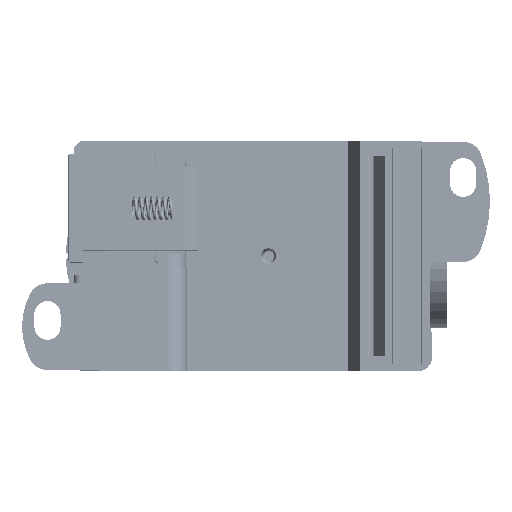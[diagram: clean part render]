
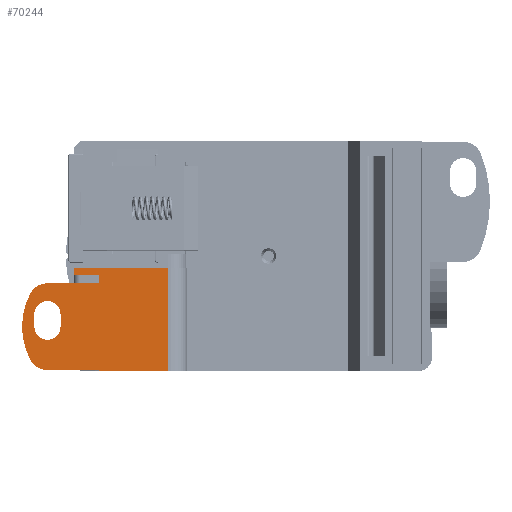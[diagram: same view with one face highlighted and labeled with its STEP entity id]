
A CAD part, front view. The second image highlights one B-rep face of the part: STEP entity #70244.
In plain terms, the highlighted planar face has unit normal (0, -1, 0).
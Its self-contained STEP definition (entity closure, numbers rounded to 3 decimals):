
#1932 = LINE ( 'NONE', #90644, #39406 ) ;
#3137 = ORIENTED_EDGE ( 'NONE', *, *, #81087, .T. ) ;
#3548 = FACE_OUTER_BOUND ( 'NONE', #67874, .T. ) ;
#4920 = VECTOR ( 'NONE', #35802, 1000. ) ;
#6595 = ORIENTED_EDGE ( 'NONE', *, *, #58833, .T. ) ;
#9974 = CARTESIAN_POINT ( 'NONE',  ( -143.72, -7.022, 73.9 ) ) ;
#10895 = ORIENTED_EDGE ( 'NONE', *, *, #11746, .F. ) ;
#11746 = EDGE_CURVE ( 'NONE', #141619, #39330, #98665, .T. ) ;
#13583 = VERTEX_POINT ( 'NONE', #69487 ) ;
#16374 = CIRCLE ( 'NONE', #48932, 3.9 ) ;
#16402 = EDGE_CURVE ( 'NONE', #165924, #52143, #110159, .T. ) ;
#19858 = DIRECTION ( 'NONE',  ( 0., 0., -1. ) ) ;
#20868 = ORIENTED_EDGE ( 'NONE', *, *, #70428, .T. ) ;
#23060 = EDGE_CURVE ( 'NONE', #23541, #114410, #99072, .T. ) ;
#23406 = DIRECTION ( 'NONE',  ( 0., 0., 1. ) ) ;
#23541 = VERTEX_POINT ( 'NONE', #28954 ) ;
#23725 = ORIENTED_EDGE ( 'NONE', *, *, #125333, .T. ) ;
#24341 = LINE ( 'NONE', #167660, #139313 ) ;
#24760 = ORIENTED_EDGE ( 'NONE', *, *, #43012, .F. ) ;
#25606 = VECTOR ( 'NONE', #72680, 1000. ) ;
#26973 = EDGE_CURVE ( 'NONE', #78557, #13583, #151894, .T. ) ;
#28459 = EDGE_CURVE ( 'NONE', #138500, #121788, #122779, .T. ) ;
#28544 = DIRECTION ( 'NONE',  ( 0., 1., 0. ) ) ;
#28954 = CARTESIAN_POINT ( 'NONE',  ( -172.142, -7.022, 54.859 ) ) ;
#29965 = DIRECTION ( 'NONE',  ( 0., 0., -1. ) ) ;
#31672 = CARTESIAN_POINT ( 'NONE',  ( -168.704, -7.022, 66.8 ) ) ;
#35802 = DIRECTION ( 'NONE',  ( 1., 0., 0. ) ) ;
#36914 = ORIENTED_EDGE ( 'NONE', *, *, #103860, .F. ) ;
#37630 = DIRECTION ( 'NONE',  ( 0., -1., 0. ) ) ;
#38743 = VERTEX_POINT ( 'NONE', #47761 ) ;
#39131 = VECTOR ( 'NONE', #81841, 1000. ) ;
#39330 = VERTEX_POINT ( 'NONE', #45691 ) ;
#39406 = VECTOR ( 'NONE', #105165, 1000. ) ;
#39865 = CARTESIAN_POINT ( 'NONE',  ( -143.72, -7.022, 52.7 ) ) ;
#43012 = EDGE_CURVE ( 'NONE', #39330, #133088, #64258, .T. ) ;
#43112 = CARTESIAN_POINT ( 'NONE',  ( -163.12, -7.022, 73.9 ) ) ;
#43737 = CARTESIAN_POINT ( 'NONE',  ( -159.27, -7.022, 61.75 ) ) ;
#45080 = CARTESIAN_POINT ( 'NONE',  ( -174.051, -7.022, 70.7 ) ) ;
#45134 = LINE ( 'NONE', #162905, #102171 ) ;
#45691 = CARTESIAN_POINT ( 'NONE',  ( -158.02, -7.022, 52.7 ) ) ;
#47761 = CARTESIAN_POINT ( 'NONE',  ( -165.92, -7.022, 64.35 ) ) ;
#48455 = EDGE_CURVE ( 'NONE', #162840, #23541, #60080, .T. ) ;
#48932 = AXIS2_PLACEMENT_3D ( 'NONE', #31672, #83703, #84536 ) ;
#50828 = CARTESIAN_POINT ( 'NONE',  ( -158.02, -7.022, 72.4 ) ) ;
#50995 = DIRECTION ( 'NONE',  ( 1., 0., 0. ) ) ;
#52143 = VERTEX_POINT ( 'NONE', #50828 ) ;
#54083 = CARTESIAN_POINT ( 'NONE',  ( -168.62, -7.022, 64.35 ) ) ;
#54142 = CARTESIAN_POINT ( 'NONE',  ( -158.02, -7.022, 70.7 ) ) ;
#54376 = DIRECTION ( 'NONE',  ( 0., 1., 0. ) ) ;
#54633 = AXIS2_PLACEMENT_3D ( 'NONE', #43737, #71010, #19858 ) ;
#55497 = PLANE ( 'NONE',  #61746 ) ;
#56764 = EDGE_CURVE ( 'NONE', #138500, #52143, #159468, .T. ) ;
#58833 = EDGE_CURVE ( 'NONE', #38743, #160225, #24341, .T. ) ;
#59061 = VECTOR ( 'NONE', #91014, 1000. ) ;
#60080 = CIRCLE ( 'NONE', #54633, 14.6 ) ;
#61746 = AXIS2_PLACEMENT_3D ( 'NONE', #70007, #108479, #29965 ) ;
#62677 = DIRECTION ( 'NONE',  ( 0., 0., -1. ) ) ;
#63287 = ORIENTED_EDGE ( 'NONE', *, *, #161074, .F. ) ;
#64258 = LINE ( 'NONE', #168377, #153922 ) ;
#66427 = AXIS2_PLACEMENT_3D ( 'NONE', #54083, #28544, #80571 ) ;
#66688 = CARTESIAN_POINT ( 'NONE',  ( -163.12, -7.022, 73.9 ) ) ;
#66700 = ORIENTED_EDGE ( 'NONE', *, *, #26973, .T. ) ;
#67204 = CARTESIAN_POINT ( 'NONE',  ( -168.62, -7.022, 61.75 ) ) ;
#67874 = EDGE_LOOP ( 'NONE', ( #148492, #20868, #24760, #10895, #87311, #36914, #63287, #95294, #94108, #155822, #3137, #159082 ) ) ;
#69487 = CARTESIAN_POINT ( 'NONE',  ( -171.32, -7.022, 64.35 ) ) ;
#69884 = CARTESIAN_POINT ( 'NONE',  ( -172.142, -7.022, 68.641 ) ) ;
#70007 = CARTESIAN_POINT ( 'NONE',  ( -174.051, -7.022, 52.7 ) ) ;
#70244 = ADVANCED_FACE ( 'NONE', ( #134902, #3548 ), #55497, .T. ) ;
#70428 = EDGE_CURVE ( 'NONE', #114410, #133088, #77334, .T. ) ;
#71010 = DIRECTION ( 'NONE',  ( 0., -1., 0. ) ) ;
#72680 = DIRECTION ( 'NONE',  ( 1., 0., 0. ) ) ;
#77334 = LINE ( 'NONE', #119168, #59061 ) ;
#78557 = VERTEX_POINT ( 'NONE', #101492 ) ;
#80571 = DIRECTION ( 'NONE',  ( 0., 0., -1. ) ) ;
#81087 = EDGE_CURVE ( 'NONE', #121788, #162840, #16374, .T. ) ;
#81841 = DIRECTION ( 'NONE',  ( -1., 0., 0. ) ) ;
#83703 = DIRECTION ( 'NONE',  ( 0., -1., 0. ) ) ;
#84536 = DIRECTION ( 'NONE',  ( 0., 0., -1. ) ) ;
#85496 = LINE ( 'NONE', #43112, #25606 ) ;
#87311 = ORIENTED_EDGE ( 'NONE', *, *, #163313, .T. ) ;
#89283 = VERTEX_POINT ( 'NONE', #9974 ) ;
#90644 = CARTESIAN_POINT ( 'NONE',  ( -163.12, -7.022, 53.9 ) ) ;
#91014 = DIRECTION ( 'NONE',  ( 1., 0., 0. ) ) ;
#94030 = AXIS2_PLACEMENT_3D ( 'NONE', #168177, #37630, #130614 ) ;
#94108 = ORIENTED_EDGE ( 'NONE', *, *, #56764, .F. ) ;
#94656 = CARTESIAN_POINT ( 'NONE',  ( -158.02, -7.022, 72.4 ) ) ;
#95294 = ORIENTED_EDGE ( 'NONE', *, *, #16402, .T. ) ;
#95476 = VERTEX_POINT ( 'NONE', #66688 ) ;
#98665 = LINE ( 'NONE', #140431, #168646 ) ;
#99072 = CIRCLE ( 'NONE', #94030, 3.9 ) ;
#101492 = CARTESIAN_POINT ( 'NONE',  ( -171.32, -7.022, 61.75 ) ) ;
#102171 = VECTOR ( 'NONE', #124499, 1000. ) ;
#103860 = EDGE_CURVE ( 'NONE', #95476, #89283, #85496, .T. ) ;
#105165 = DIRECTION ( 'NONE',  ( 0., 0., 1. ) ) ;
#106346 = CARTESIAN_POINT ( 'NONE',  ( -158.02, -7.022, 52.8 ) ) ;
#108479 = DIRECTION ( 'NONE',  ( 0., -1., 0. ) ) ;
#110159 = LINE ( 'NONE', #149360, #4920 ) ;
#111938 = VECTOR ( 'NONE', #146644, 1000. ) ;
#112790 = CARTESIAN_POINT ( 'NONE',  ( -165.92, -7.022, 61.75 ) ) ;
#114410 = VERTEX_POINT ( 'NONE', #125568 ) ;
#114718 = CARTESIAN_POINT ( 'NONE',  ( -163.12, -7.022, 72.4 ) ) ;
#115009 = CIRCLE ( 'NONE', #136809, 2.7 ) ;
#119168 = CARTESIAN_POINT ( 'NONE',  ( -174.051, -7.022, 52.8 ) ) ;
#121788 = VERTEX_POINT ( 'NONE', #135921 ) ;
#122779 = LINE ( 'NONE', #45080, #39131 ) ;
#123433 = ORIENTED_EDGE ( 'NONE', *, *, #160868, .T. ) ;
#124499 = DIRECTION ( 'NONE',  ( 0., 0., 1. ) ) ;
#125088 = DIRECTION ( 'NONE',  ( -1., 0., 0. ) ) ;
#125333 = EDGE_CURVE ( 'NONE', #160225, #78557, #115009, .T. ) ;
#125568 = CARTESIAN_POINT ( 'NONE',  ( -168.704, -7.022, 52.8 ) ) ;
#128812 = CARTESIAN_POINT ( 'NONE',  ( -171.32, -7.022, 52.7 ) ) ;
#130614 = DIRECTION ( 'NONE',  ( 0., 0., -1. ) ) ;
#133088 = VERTEX_POINT ( 'NONE', #106346 ) ;
#134632 = EDGE_LOOP ( 'NONE', ( #66700, #123433, #6595, #23725 ) ) ;
#134902 = FACE_BOUND ( 'NONE', #134632, .T. ) ;
#135921 = CARTESIAN_POINT ( 'NONE',  ( -168.704, -7.022, 70.7 ) ) ;
#136809 = AXIS2_PLACEMENT_3D ( 'NONE', #67204, #54376, #50995 ) ;
#138500 = VERTEX_POINT ( 'NONE', #54142 ) ;
#139085 = DIRECTION ( 'NONE',  ( 0., 0., 1. ) ) ;
#139313 = VECTOR ( 'NONE', #62677, 1000. ) ;
#140015 = CIRCLE ( 'NONE', #66427, 2.7 ) ;
#140431 = CARTESIAN_POINT ( 'NONE',  ( -161.92, -7.022, 52.7 ) ) ;
#141619 = VERTEX_POINT ( 'NONE', #39865 ) ;
#146644 = DIRECTION ( 'NONE',  ( 0., 0., 1. ) ) ;
#148492 = ORIENTED_EDGE ( 'NONE', *, *, #23060, .T. ) ;
#149360 = CARTESIAN_POINT ( 'NONE',  ( -174.051, -7.022, 72.4 ) ) ;
#151894 = LINE ( 'NONE', #128812, #167525 ) ;
#153922 = VECTOR ( 'NONE', #23406, 1000. ) ;
#155822 = ORIENTED_EDGE ( 'NONE', *, *, #28459, .T. ) ;
#159082 = ORIENTED_EDGE ( 'NONE', *, *, #48455, .T. ) ;
#159468 = LINE ( 'NONE', #94656, #111938 ) ;
#160225 = VERTEX_POINT ( 'NONE', #112790 ) ;
#160868 = EDGE_CURVE ( 'NONE', #13583, #38743, #140015, .T. ) ;
#161074 = EDGE_CURVE ( 'NONE', #165924, #95476, #1932, .T. ) ;
#162840 = VERTEX_POINT ( 'NONE', #69884 ) ;
#162905 = CARTESIAN_POINT ( 'NONE',  ( -143.72, -7.022, 52.7 ) ) ;
#163313 = EDGE_CURVE ( 'NONE', #141619, #89283, #45134, .T. ) ;
#165924 = VERTEX_POINT ( 'NONE', #114718 ) ;
#167525 = VECTOR ( 'NONE', #139085, 1000. ) ;
#167660 = CARTESIAN_POINT ( 'NONE',  ( -165.92, -7.022, 52.7 ) ) ;
#168177 = CARTESIAN_POINT ( 'NONE',  ( -168.704, -7.022, 56.7 ) ) ;
#168377 = CARTESIAN_POINT ( 'NONE',  ( -158.02, -7.022, 72.4 ) ) ;
#168646 = VECTOR ( 'NONE', #125088, 1000. ) ;
